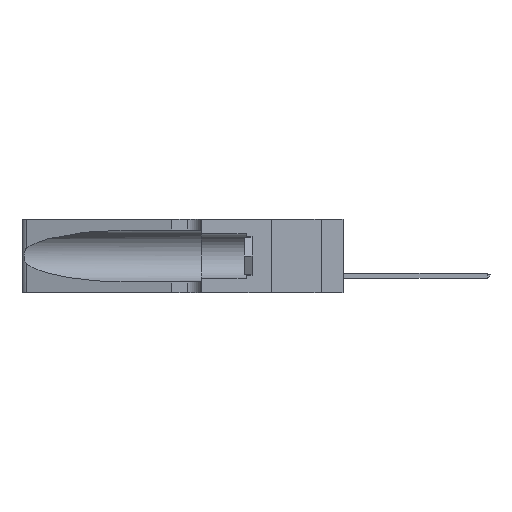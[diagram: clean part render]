
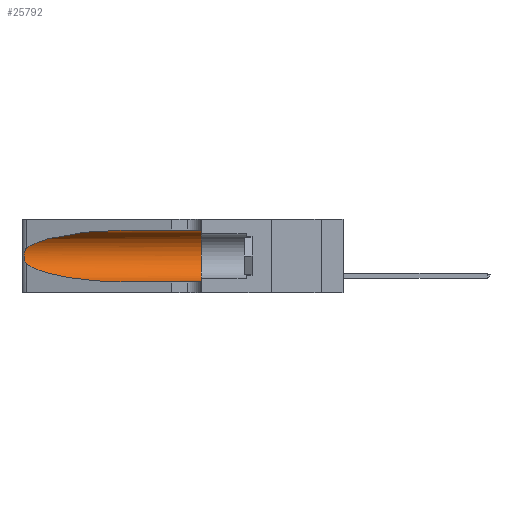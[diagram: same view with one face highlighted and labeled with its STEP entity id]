
A CAD part, left-side view. The second image highlights one B-rep face of the part: STEP entity #25792.
In plain terms, the highlighted cylindrical face has radius 3.308 mm (diameter 6.617 mm), a partial arc.
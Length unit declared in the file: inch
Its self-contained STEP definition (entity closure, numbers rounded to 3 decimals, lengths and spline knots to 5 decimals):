
#55 = AXIS2_PLACEMENT_3D ( 'NONE', #31322, #28924, #9186 ) ;
#117 = CARTESIAN_POINT ( 'NONE',  ( 0.25487, 1.22718, 0.22369 ) ) ;
#2067 = EDGE_CURVE ( 'NONE', #9508, #19131, #21405, .T. ) ;
#2234 = CARTESIAN_POINT ( 'NONE',  ( 0.18966, 0.96281, 0.31525 ) ) ;
#2435 = CARTESIAN_POINT ( 'NONE',  ( 0.2373, 1.15595, 0.28018 ) ) ;
#2720 = ORIENTED_EDGE ( 'NONE', *, *, #23931, .T. ) ;
#3181 = EDGE_CURVE ( 'NONE', #9508, #11933, #10009, .T. ) ;
#3488 = LINE ( 'NONE', #29100, #12738 ) ;
#3630 = CARTESIAN_POINT ( 'NONE',  ( 0.18966, 0.96281, 0.05475 ) ) ;
#4237 = CARTESIAN_POINT ( 'NONE',  ( 0.26075, 1.23896, 0.19203 ) ) ;
#4609 = DIRECTION ( 'NONE',  ( 0., -1., 0. ) ) ;
#7184 = CARTESIAN_POINT ( 'NONE',  ( 0.1305, 0.72297, 0.05475 ) ) ;
#8590 = CARTESIAN_POINT ( 'NONE',  ( 0.1305, 0.72297, 0.05475 ) ) ;
#8663 = CARTESIAN_POINT ( 'NONE',  ( 0.26017, 1.23833, 0.17102 ) ) ;
#8872 = CARTESIAN_POINT ( 'NONE',  ( 0.1305, 0.72297, 0.31525 ) ) ;
#9157 = EDGE_LOOP ( 'NONE', ( #10414, #11228, #17074, #2720, #13594, #25885 ) ) ;
#9186 = DIRECTION ( 'NONE',  ( 0., 0., -1. ) ) ;
#9248 = CARTESIAN_POINT ( 'NONE',  ( 0.1305, 0.35, 0.185 ) ) ;
#9419 = AXIS2_PLACEMENT_3D ( 'NONE', #9248, #18825, #11715 ) ;
#9508 = VERTEX_POINT ( 'NONE', #8872 ) ;
#10009 = LINE ( 'NONE', #26626, #23487 ) ;
#10414 = ORIENTED_EDGE ( 'NONE', *, *, #2067, .T. ) ;
#11149 = CARTESIAN_POINT ( 'NONE',  ( 0.25487, 1.22718, 0.14631 ) ) ;
#11228 = ORIENTED_EDGE ( 'NONE', *, *, #23235, .T. ) ;
#11478 = CARTESIAN_POINT ( 'NONE',  ( 0.25555, 1.22994, 0.2215 ) ) ;
#11715 = DIRECTION ( 'NONE',  ( 0., 0., 1. ) ) ;
#11933 = VERTEX_POINT ( 'NONE', #14349 ) ;
#12044 = CARTESIAN_POINT ( 'NONE',  ( 0.25487, 1.22718, 0.14631 ) ) ;
#12666 = DIRECTION ( 'NONE',  ( 0., -1., 0. ) ) ;
#12738 = VECTOR ( 'NONE', #4609, 39.37008 ) ;
#13594 = ORIENTED_EDGE ( 'NONE', *, *, #24238, .F. ) ;
#13818 = CARTESIAN_POINT ( 'NONE',  ( 0.25639, 1.23184, 0.21858 ) ) ;
#13847 = CARTESIAN_POINT ( 'NONE',  ( 0.25487, 1.22718, 0.22369 ) ) ;
#14349 = CARTESIAN_POINT ( 'NONE',  ( 0.1305, 0.35, 0.31525 ) ) ;
#14833 = CARTESIAN_POINT ( 'NONE',  ( 0.1305, 0.72297, 0.31525 ) ) ;
#15484 = VERTEX_POINT ( 'NONE', #7184 ) ;
#16041 = FACE_OUTER_BOUND ( 'NONE', #9157, .T. ) ;
#16400 = CARTESIAN_POINT ( 'NONE',  ( 0.25639, 1.23186, 0.15144 ) ) ;
#17074 = ORIENTED_EDGE ( 'NONE', *, *, #30419, .T. ) ;
#18825 = DIRECTION ( 'NONE',  ( 0., 1., 0. ) ) ;
#18874 = VERTEX_POINT ( 'NONE', #29641 ) ;
#19131 = VERTEX_POINT ( 'NONE', #13847 ) ;
#19314 = CIRCLE ( 'NONE', #9419, 0.13025 ) ;
#21257 = CARTESIAN_POINT ( 'NONE',  ( 0.25854, 1.2359, 0.20912 ) ) ;
#21405 =( BOUNDED_CURVE ( )  B_SPLINE_CURVE ( 3, ( #14833, #2234, #2435, #117 ),
 .UNSPECIFIED., .F., .T. ) 
 B_SPLINE_CURVE_WITH_KNOTS ( ( 4, 4 ),
 ( 1.5708, 2.84003 ),
 .UNSPECIFIED. ) 
 CURVE ( )  GEOMETRIC_REPRESENTATION_ITEM ( )  RATIONAL_B_SPLINE_CURVE ( ( 1., 0.87, 0.87, 1. ) ) 
 REPRESENTATION_ITEM ( '' )  );
#23235 = EDGE_CURVE ( 'NONE', #19131, #24294, #29543, .T. ) ;
#23419 = CARTESIAN_POINT ( 'NONE',  ( 0.26018, 1.23835, 0.19895 ) ) ;
#23487 = VECTOR ( 'NONE', #12666, 39.37008 ) ;
#23580 = CARTESIAN_POINT ( 'NONE',  ( 0.2373, 1.15595, 0.08982 ) ) ;
#23931 = EDGE_CURVE ( 'NONE', #15484, #18874, #3488, .T. ) ;
#24238 = EDGE_CURVE ( 'NONE', #11933, #18874, #19314, .T. ) ;
#24294 = VERTEX_POINT ( 'NONE', #12044 ) ;
#25792 = ADVANCED_FACE ( 'NONE', ( #16041 ), #29574, .F. ) ;
#25885 = ORIENTED_EDGE ( 'NONE', *, *, #3181, .F. ) ;
#25904 = CARTESIAN_POINT ( 'NONE',  ( 0.25856, 1.23593, 0.16098 ) ) ;
#26030 = CARTESIAN_POINT ( 'NONE',  ( 0.25555, 1.22993, 0.14849 ) ) ;
#26626 = CARTESIAN_POINT ( 'NONE',  ( 0.1305, 1.61858, 0.31525 ) ) ;
#28632 = CARTESIAN_POINT ( 'NONE',  ( 0.25487, 1.22718, 0.22369 ) ) ;
#28779 = CARTESIAN_POINT ( 'NONE',  ( 0.25487, 1.22718, 0.14631 ) ) ;
#28842 = CARTESIAN_POINT ( 'NONE',  ( 0.26075, 1.23896, 0.178 ) ) ;
#28924 = DIRECTION ( 'NONE',  ( 0., -1., 0. ) ) ;
#29100 = CARTESIAN_POINT ( 'NONE',  ( 0.1305, 1.61858, 0.05475 ) ) ;
#29543 = B_SPLINE_CURVE_WITH_KNOTS ( 'NONE', 3,
 ( #28632, #11478, #13818, #31143, #21257, #23419, #4237, #28842, #8663, #25904, #31243, #16400, #26030, #11149 ),
 .UNSPECIFIED., .F., .F.,
 ( 4, 2, 2, 2, 2, 2, 4 ),
 ( 0., 0.00027, 0.00053, 0.00107, 0.0016, 0.00187, 0.00214 ),
 .UNSPECIFIED. ) ;
#29574 = CYLINDRICAL_SURFACE ( 'NONE', #55, 0.13025 ) ;
#29641 = CARTESIAN_POINT ( 'NONE',  ( 0.1305, 0.35, 0.05475 ) ) ;
#30419 = EDGE_CURVE ( 'NONE', #24294, #15484, #30959, .T. ) ;
#30959 =( BOUNDED_CURVE ( )  B_SPLINE_CURVE ( 3, ( #28779, #23580, #3630, #8590 ),
 .UNSPECIFIED., .F., .F. ) 
 B_SPLINE_CURVE_WITH_KNOTS ( ( 4, 4 ),
 ( 3.44316, 4.71239 ),
 .UNSPECIFIED. ) 
 CURVE ( )  GEOMETRIC_REPRESENTATION_ITEM ( )  RATIONAL_B_SPLINE_CURVE ( ( 1., 0.87, 0.87, 1. ) ) 
 REPRESENTATION_ITEM ( '' )  );
#31143 = CARTESIAN_POINT ( 'NONE',  ( 0.25787, 1.23484, 0.2124 ) ) ;
#31243 = CARTESIAN_POINT ( 'NONE',  ( 0.25789, 1.23486, 0.15765 ) ) ;
#31322 = CARTESIAN_POINT ( 'NONE',  ( 0.1305, 1.61858, 0.185 ) ) ;
